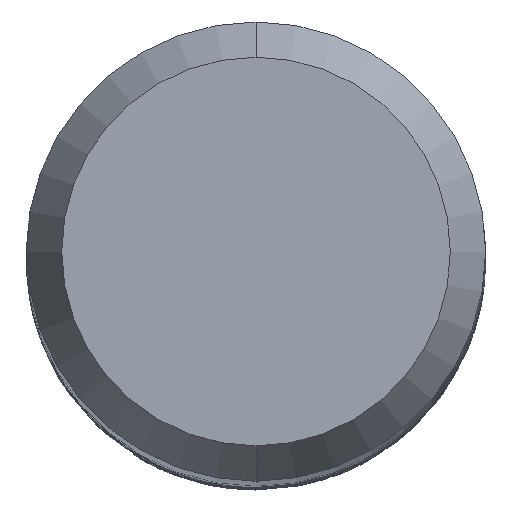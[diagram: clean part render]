
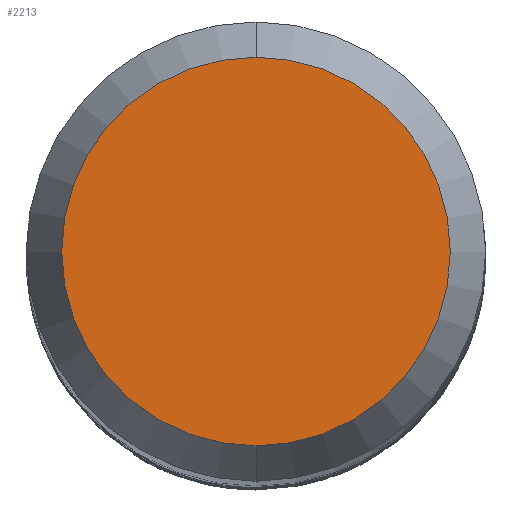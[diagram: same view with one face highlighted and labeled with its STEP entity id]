
A CAD part, top view. The second image highlights one B-rep face of the part: STEP entity #2213.
In plain terms, the highlighted planar face has unit normal (0, 0, 1).
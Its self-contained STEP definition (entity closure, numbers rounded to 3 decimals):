
#2213=ADVANCED_FACE('',(#4800),#4801,.T.);
#2405=EDGE_CURVE('',#3053,#2789,#5012,.T.);
#2789=VERTEX_POINT('',#5427);
#3053=VERTEX_POINT('',#5718);
#3283=EDGE_CURVE('',#2789,#3053,#5966,.T.);
#4800=FACE_OUTER_BOUND('',#16499,.T.);
#4801=PLANE('',#16500);
#5012=CIRCLE('',#18407,2.538);
#5427=CARTESIAN_POINT('',(0.,-2.538,0.0));
#5718=CARTESIAN_POINT('',(0.0,2.538,0.0));
#5966=CIRCLE('',#26959,2.538);
#16499=EDGE_LOOP('',(#32277,#32278));
#16500=AXIS2_PLACEMENT_3D('',#32279,#32280,#32281);
#18407=AXIS2_PLACEMENT_3D('',#32545,#32546,#32547);
#26959=AXIS2_PLACEMENT_3D('',#33598,#33599,#33600);
#32277=ORIENTED_EDGE('',*,*,#2405,.F.);
#32278=ORIENTED_EDGE('',*,*,#3283,.F.);
#32279=CARTESIAN_POINT('',(0.0,1.269,0.0));
#32280=DIRECTION('',(-0.0,0.0,1.0));
#32281=DIRECTION('',(0.0,-1.0,0.0));
#32545=CARTESIAN_POINT('',(0.0,0.0,0.0));
#32546=DIRECTION('',(0.0,0.0,-1.0));
#32547=DIRECTION('',(0.0,1.0,0.0));
#33598=CARTESIAN_POINT('',(0.0,0.0,0.0));
#33599=DIRECTION('',(0.0,0.0,-1.0));
#33600=DIRECTION('',(0.0,1.0,0.0));
